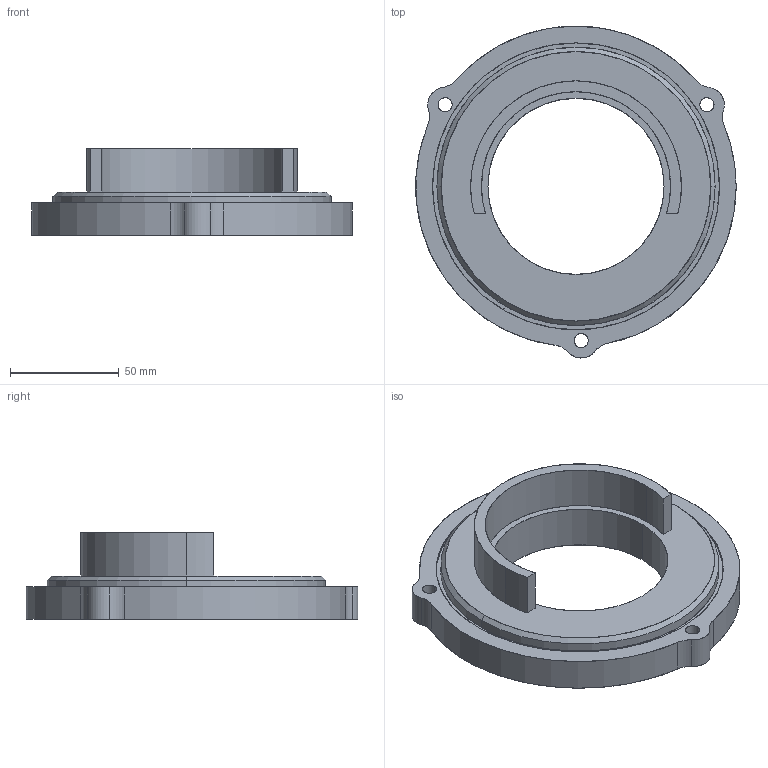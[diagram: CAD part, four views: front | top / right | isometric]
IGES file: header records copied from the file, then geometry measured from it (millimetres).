
Start section: SolidWorks IGES file using analytic representation for surfaces
Global section: file name: support.IGS; native system: SolidWorks 2014; preprocessor: SolidWorks 2014; author: samo; date: 180530.205832; units: millimetre
Bounding box: 147.41 x 152.74 x 40 mm (x, y, z)
Surface area: 47330.6 mm2 (no closed solid volume)
Topology: 0 solids, 0 shells, 54 faces, 1232 edges, 1228 vertices
Faces by surface type: revolution 47, bspline 7
